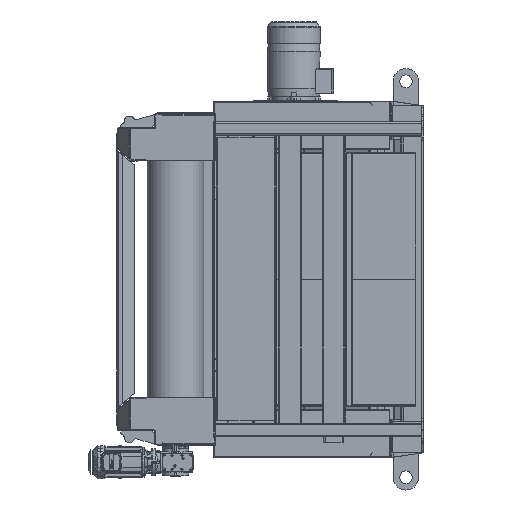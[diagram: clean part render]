
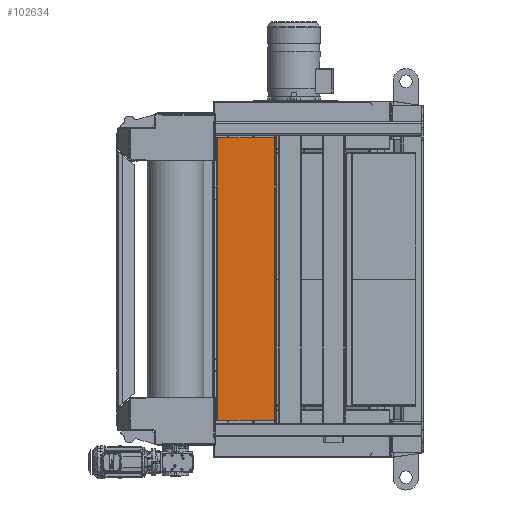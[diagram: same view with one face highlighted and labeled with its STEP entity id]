
A CAD part, left-side view. The second image highlights one B-rep face of the part: STEP entity #102634.
In plain terms, the highlighted planar face has unit normal (-1, 0, 0).
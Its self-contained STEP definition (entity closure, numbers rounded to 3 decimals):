
#6413=FACE_OUTER_BOUND('',#12074,.T.);
#12074=EDGE_LOOP('',(#78470,#78471,#78472,#78473));
#19927=LINE('',#166872,#30011);
#19928=LINE('',#166874,#30012);
#19929=LINE('',#166876,#30013);
#19930=LINE('',#166877,#30014);
#30011=VECTOR('',#130458,10.);
#30012=VECTOR('',#130459,10.);
#30013=VECTOR('',#130460,10.);
#30014=VECTOR('',#130461,10.);
#43783=VERTEX_POINT('',#166870);
#43784=VERTEX_POINT('',#166871);
#43785=VERTEX_POINT('',#166873);
#43786=VERTEX_POINT('',#166875);
#55937=EDGE_CURVE('',#43783,#43784,#19927,.T.);
#55938=EDGE_CURVE('',#43785,#43784,#19928,.T.);
#55939=EDGE_CURVE('',#43785,#43786,#19929,.T.);
#55940=EDGE_CURVE('',#43783,#43786,#19930,.T.);
#78470=ORIENTED_EDGE('',*,*,#55937,.T.);
#78471=ORIENTED_EDGE('',*,*,#55938,.F.);
#78472=ORIENTED_EDGE('',*,*,#55939,.T.);
#78473=ORIENTED_EDGE('',*,*,#55940,.F.);
#94016=PLANE('',#110798);
#102634=ADVANCED_FACE('',(#6413),#94016,.T.);
#110798=AXIS2_PLACEMENT_3D('',#166869,#130456,#130457);
#130456=DIRECTION('center_axis',(-1.,0.,0.));
#130457=DIRECTION('ref_axis',(0.,-1.,0.));
#130458=DIRECTION('',(0.,-1.,0.));
#130459=DIRECTION('',(0.,0.,-1.));
#130460=DIRECTION('',(0.,1.,0.));
#130461=DIRECTION('',(0.,0.,1.));
#166869=CARTESIAN_POINT('Origin',(-1700.,0.,
1056.));
#166870=CARTESIAN_POINT('',(-1700.,840.,888.));
#166871=CARTESIAN_POINT('',(-1700.,-840.,888.));
#166872=CARTESIAN_POINT('',(-1700.,420.,888.));
#166873=CARTESIAN_POINT('',(-1700.,-840.,1224.));
#166874=CARTESIAN_POINT('',(-1700.,-840.,1232.));
#166875=CARTESIAN_POINT('',(-1700.,840.,1224.));
#166876=CARTESIAN_POINT('',(-1700.,-420.,1224.));
#166877=CARTESIAN_POINT('',(-1700.,840.,880.));
